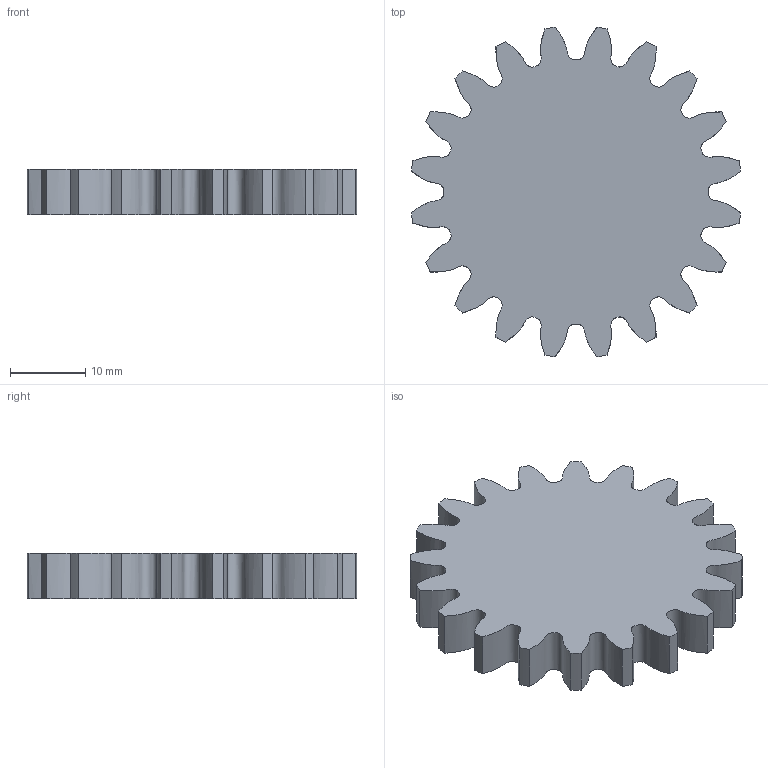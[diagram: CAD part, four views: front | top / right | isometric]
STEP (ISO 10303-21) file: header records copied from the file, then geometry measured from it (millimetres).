
FILE_DESCRIPTION(/* description */ (''),/* implementation_level */ '2;1');
FILE_NAME(/* name */ 'Pinion.stp',/* time_stamp */ '2021-01-11T17:02:31+02:00',/* author */ ('moham'),/* organization */ (''),/* preprocessor_version */ 'ST-DEVELOPER v18',/* originating_system */ 'Autodesk Inventor 2020',/* authorisation */ '');
FILE_SCHEMA (('AUTOMOTIVE_DESIGN { 1 0 10303 214 3 1 1 }'));
Length unit declared in the file: millimetre
Products named in the file (1): Pinion
Bounding box: 43.65 x 43.65 x 6 mm (x, y, z)
Volume: 7517.2 mm3; surface area: 3941.8 mm2
Topology: 1 solids, 1 shells, 42 faces, 120 edges, 80 vertices
Faces by surface type: bspline 20, cylinder 20, plane 2
Entity records: 5785 total; most frequent: CARTESIAN_POINT 4743, ORIENTED_EDGE 240, DIRECTION 166, EDGE_CURVE 120, VERTEX_POINT 80, AXIS2_PLACEMENT_3D 63, FACE_OUTER_BOUND 42, EDGE_LOOP 42
